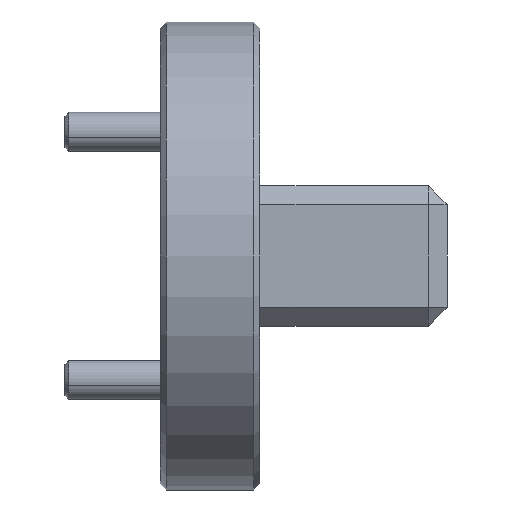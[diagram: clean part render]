
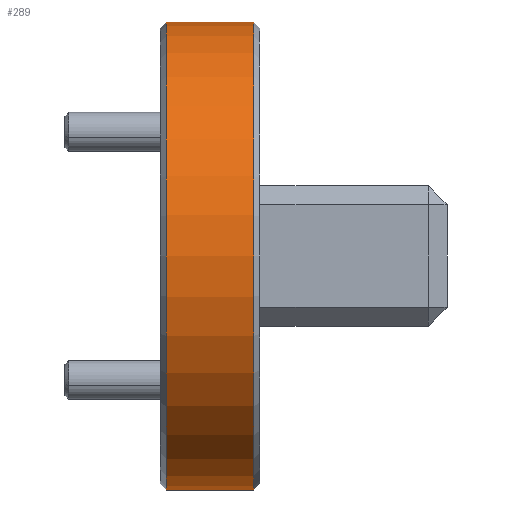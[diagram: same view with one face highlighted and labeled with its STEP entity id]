
A CAD part, front view. The second image highlights one B-rep face of the part: STEP entity #289.
In plain terms, the highlighted cylindrical face has radius 9.525 mm (diameter 19.05 mm), a partial arc.
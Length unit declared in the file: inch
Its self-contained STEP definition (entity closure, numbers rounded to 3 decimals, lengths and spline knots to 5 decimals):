
#7 = ORIENTED_EDGE ( 'NONE', *, *, #58, .T. ) ;
#43 = ORIENTED_EDGE ( 'NONE', *, *, #1681, .T. ) ;
#58 = EDGE_CURVE ( 'NONE', #1680, #1406, #1914, .T. ) ;
#66 = VERTEX_POINT ( 'NONE', #1552 ) ;
#110 = ORIENTED_EDGE ( 'NONE', *, *, #822, .F. ) ;
#289 = ADVANCED_FACE ( 'NONE', ( #2509 ), #1286, .T. ) ;
#300 = DIRECTION ( 'NONE',  ( 0., 0., 1. ) ) ;
#336 = CIRCLE ( 'NONE', #2619, 0.375 ) ;
#615 = VERTEX_POINT ( 'NONE', #2472 ) ;
#656 = EDGE_LOOP ( 'NONE', ( #110, #2203, #43, #7 ) ) ;
#730 = DIRECTION ( 'NONE',  ( 0., 0., -1. ) ) ;
#822 = EDGE_CURVE ( 'NONE', #615, #1406, #1381, .T. ) ;
#879 = DIRECTION ( 'NONE',  ( -1., 0., 0. ) ) ;
#910 = CARTESIAN_POINT ( 'NONE',  ( -2.7842, 0.39643, 1.38223 ) ) ;
#1233 = VECTOR ( 'NONE', #1367, 39.37008 ) ;
#1270 = DIRECTION ( 'NONE',  ( -1., 0., 0. ) ) ;
#1286 = CYLINDRICAL_SURFACE ( 'NONE', #1440, 0.375 ) ;
#1355 = LINE ( 'NONE', #1729, #2485 ) ;
#1367 = DIRECTION ( 'NONE',  ( -1., 0., 0. ) ) ;
#1381 = LINE ( 'NONE', #1959, #1233 ) ;
#1406 = VERTEX_POINT ( 'NONE', #1995 ) ;
#1440 = AXIS2_PLACEMENT_3D ( 'NONE', #2328, #1270, #300 ) ;
#1470 = CARTESIAN_POINT ( 'NONE',  ( -2.6442, 0.39643, 1.00723 ) ) ;
#1511 = DIRECTION ( 'NONE',  ( -1., 0., 0. ) ) ;
#1552 = CARTESIAN_POINT ( 'NONE',  ( -2.6442, 0.39643, 1.38223 ) ) ;
#1680 = VERTEX_POINT ( 'NONE', #910 ) ;
#1681 = EDGE_CURVE ( 'NONE', #66, #1680, #1355, .T. ) ;
#1729 = CARTESIAN_POINT ( 'NONE',  ( -3.40355, 0.39643, 1.38223 ) ) ;
#1914 = CIRCLE ( 'NONE', #2220, 0.375 ) ;
#1959 = CARTESIAN_POINT ( 'NONE',  ( -3.40355, 0.39643, 0.63223 ) ) ;
#1967 = DIRECTION ( 'NONE',  ( 1., 0., 0. ) ) ;
#1971 = EDGE_CURVE ( 'NONE', #615, #66, #336, .T. ) ;
#1995 = CARTESIAN_POINT ( 'NONE',  ( -2.7842, 0.39643, 0.63223 ) ) ;
#2109 = DIRECTION ( 'NONE',  ( 0., 0., 1. ) ) ;
#2203 = ORIENTED_EDGE ( 'NONE', *, *, #1971, .T. ) ;
#2220 = AXIS2_PLACEMENT_3D ( 'NONE', #2597, #1967, #730 ) ;
#2328 = CARTESIAN_POINT ( 'NONE',  ( -3.40355, 0.39643, 1.00723 ) ) ;
#2472 = CARTESIAN_POINT ( 'NONE',  ( -2.6442, 0.39643, 0.63223 ) ) ;
#2485 = VECTOR ( 'NONE', #1511, 39.37008 ) ;
#2509 = FACE_OUTER_BOUND ( 'NONE', #656, .T. ) ;
#2597 = CARTESIAN_POINT ( 'NONE',  ( -2.7842, 0.39643, 1.00723 ) ) ;
#2619 = AXIS2_PLACEMENT_3D ( 'NONE', #1470, #879, #2109 ) ;
